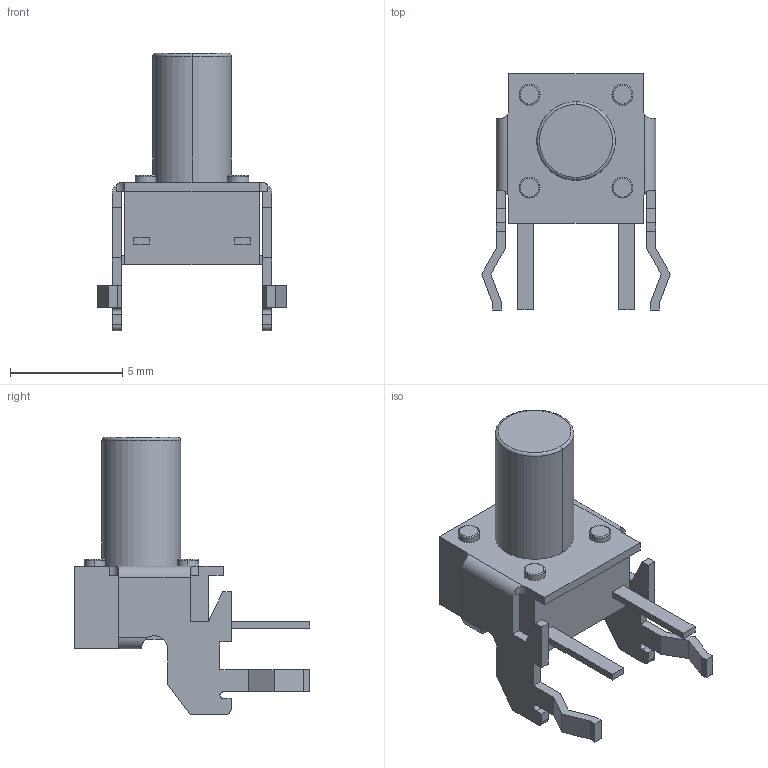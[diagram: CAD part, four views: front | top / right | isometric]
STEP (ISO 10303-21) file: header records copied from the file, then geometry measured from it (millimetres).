
FILE_DESCRIPTION((''),'2;1');
FILE_NAME('C-1-1825027-1','2009-03-06T',('workeradm'),('Tyco Electronics Corporation'),'PRO/ENGINEER BY PARAMETRIC TECHNOLOGY CORPORATION, 2005450','PRO/ENGINEER BY PARAMETRIC TECHNOLOGY CORPORATION, 2005450','');
FILE_SCHEMA(('CONFIG_CONTROL_DESIGN', 'GEOMETRIC_VALIDATION_PROPERTIES_MIM'));
Length unit declared in the file: millimetre
Products named in the file (1): C-1-1825027-1
Bounding box: 8.41 x 10.52 x 12.36 mm (x, y, z)
Volume: 207.1 mm3; surface area: 382.6 mm2
Topology: 1 solids, 1 shells, 117 faces, 322 edges, 210 vertices
Faces by surface type: plane 83, cylinder 24, torus 10
Entity records: 3859 total; most frequent: CARTESIAN_POINT 692, ORIENTED_EDGE 644, DIRECTION 618, EDGE_CURVE 322, VECTOR 248, LINE 248, VERTEX_POINT 210, AXIS2_PLACEMENT_3D 185
